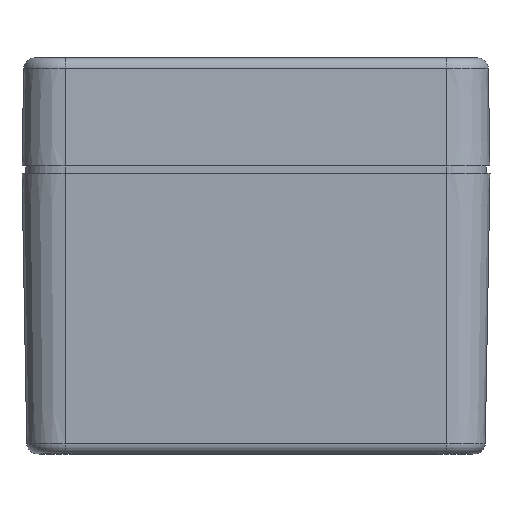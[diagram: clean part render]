
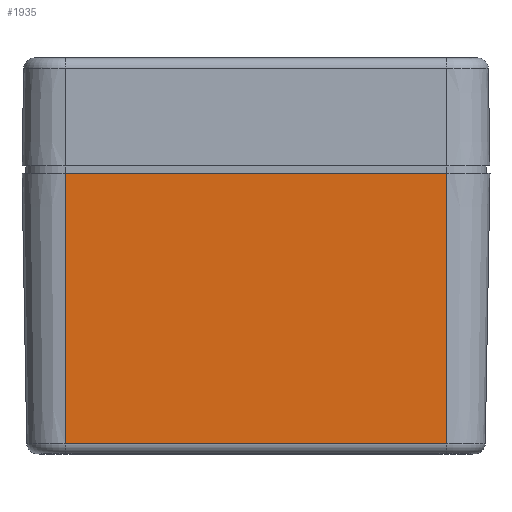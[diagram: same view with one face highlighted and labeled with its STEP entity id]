
A CAD part, front view. The second image highlights one B-rep face of the part: STEP entity #1935.
In plain terms, the highlighted planar face has unit normal (0, -1, -0.018).
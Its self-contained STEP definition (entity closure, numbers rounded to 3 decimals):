
#1768 = VERTEX_POINT ( 'NONE', #7003 ) ;
#1812 = VERTEX_POINT ( 'NONE', #7102 ) ;
#1815 = EDGE_CURVE ( 'NONE', #1816, #1812, #7100, .T. ) ;
#1816 = VERTEX_POINT ( 'NONE', #7096 ) ;
#1823 = VERTEX_POINT ( 'NONE', #7085 ) ;
#1825 = EDGE_CURVE ( 'NONE', #1768, #1823, #7084, .T. ) ;
#1864 = EDGE_CURVE ( 'NONE', #1812, #1768, #7147, .T. ) ;
#1935 = ADVANCED_FACE ( 'NONE', ( #7272 ), #7271, .T. ) ;
#1936 = EDGE_LOOP ( 'NONE', ( #1987, #1988, #1989, #1991 ) ) ;
#1987 = ORIENTED_EDGE ( 'NONE', *, *, #1864, .T. ) ;
#1988 = ORIENTED_EDGE ( 'NONE', *, *, #1825, .T. ) ;
#1989 = ORIENTED_EDGE ( 'NONE', *, *, #1990, .F. ) ;
#1990 = EDGE_CURVE ( 'NONE', #1816, #1823, #7332, .T. ) ;
#1991 = ORIENTED_EDGE ( 'NONE', *, *, #1815, .T. ) ;
#7003 = CARTESIAN_POINT ( 'NONE',  ( -1448.148, 404.189, 11.763 ) ) ;
#7081 = DIRECTION ( 'NONE',  ( 0., 0.017, -1. ) ) ;
#7082 = VECTOR ( 'NONE', #7081, 1000. ) ;
#7083 = CARTESIAN_POINT ( 'NONE',  ( -1448.148, 404.189, 11.763 ) ) ;
#7084 = LINE ( 'NONE', #7083, #7082 ) ;
#7085 = CARTESIAN_POINT ( 'NONE',  ( -1448.148, 404.844, -25.763 ) ) ;
#7096 = CARTESIAN_POINT ( 'NONE',  ( -1395.148, 404.844, -25.763 ) ) ;
#7097 = DIRECTION ( 'NONE',  ( 0., -0.017, 1. ) ) ;
#7098 = VECTOR ( 'NONE', #7097, 1000. ) ;
#7099 = CARTESIAN_POINT ( 'NONE',  ( -1395.148, 404.189, 11.763 ) ) ;
#7100 = LINE ( 'NONE', #7099, #7098 ) ;
#7102 = CARTESIAN_POINT ( 'NONE',  ( -1395.148, 404.189, 11.763 ) ) ;
#7144 = DIRECTION ( 'NONE',  ( -1., 0., 0. ) ) ;
#7145 = VECTOR ( 'NONE', #7144, 1000. ) ;
#7146 = CARTESIAN_POINT ( 'NONE',  ( -1448.148, 404.189, 11.763 ) ) ;
#7147 = LINE ( 'NONE', #7146, #7145 ) ;
#7267 = DIRECTION ( 'NONE',  ( 0., 0.017, -1. ) ) ;
#7268 = DIRECTION ( 'NONE',  ( 0., -1., -0.017 ) ) ;
#7269 = CARTESIAN_POINT ( 'NONE',  ( -1448.148, 404.189, 11.763 ) ) ;
#7270 = AXIS2_PLACEMENT_3D ( 'NONE', #7269, #7268, #7267 ) ;
#7271 = PLANE ( 'NONE',  #7270 ) ;
#7272 = FACE_OUTER_BOUND ( 'NONE', #1936, .T. ) ;
#7329 = DIRECTION ( 'NONE',  ( -1., 0., 0. ) ) ;
#7330 = VECTOR ( 'NONE', #7329, 1000. ) ;
#7331 = CARTESIAN_POINT ( 'NONE',  ( -1434.898, 404.844, -25.763 ) ) ;
#7332 = LINE ( 'NONE', #7331, #7330 ) ;
